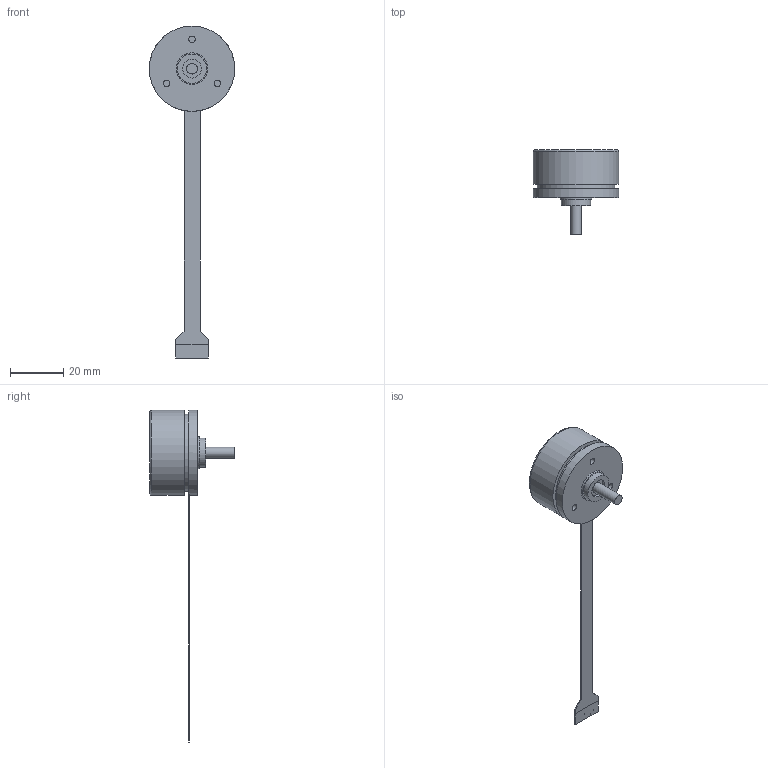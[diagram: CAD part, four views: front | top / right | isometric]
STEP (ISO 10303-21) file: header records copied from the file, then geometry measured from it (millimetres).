
FILE_DESCRIPTION(/* description */ (''),/* implementation_level */ '2;1');
FILE_NAME(/* name */ 'DF32Mxx-A.stp',/* time_stamp */ '2022-07-19T09:35:31+02:00',/* author */ ('angelika.schneid'),/* organization */ (''),/* preprocessor_version */ 'ST-DEVELOPER v17.2',/* originating_system */ 'Autodesk Inventor 2019',/* authorisation */ '');
FILE_SCHEMA (('AUTOMOTIVE_DESIGN { 1 0 10303 214 3 1 1 }'));
Length unit declared in the file: millimetre
Products named in the file (1): DF32Mxx-A
Bounding box: 32 x 31.7 x 124.5 mm (x, y, z)
Volume: 14666.1 mm3; surface area: 5313.3 mm2
Topology: 1 solids, 1 shells, 64 faces, 177 edges, 124 vertices
Faces by surface type: plane 53, cylinder 10, torus 1
Full cylindrical faces by diameter (mm): 2.459 x3, 4 x1, 7 x1, 11 x1, 11.9 x1, 29 x1, 32 x2
Entity records: 2195 total; most frequent: CARTESIAN_POINT 366, ORIENTED_EDGE 354, DIRECTION 350, EDGE_CURVE 177, LINE 134, VECTOR 134, VERTEX_POINT 124, AXIS2_PLACEMENT_3D 108
